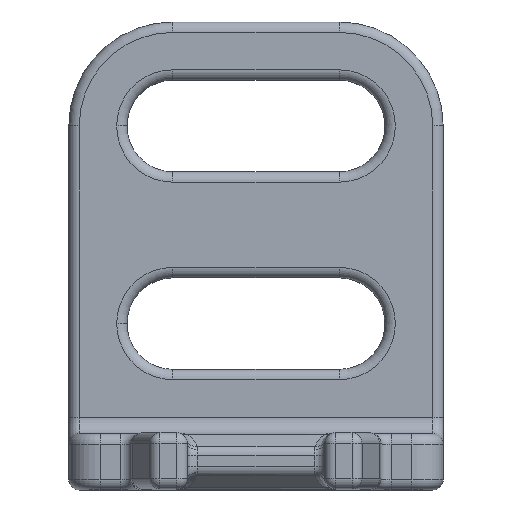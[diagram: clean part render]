
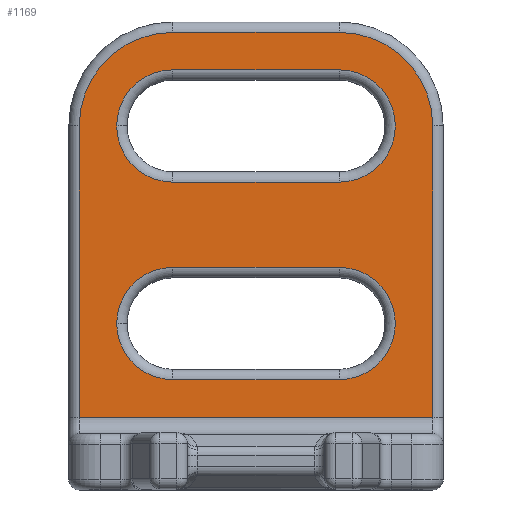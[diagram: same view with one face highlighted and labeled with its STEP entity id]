
A CAD part, top view. The second image highlights one B-rep face of the part: STEP entity #1169.
In plain terms, the highlighted planar face has unit normal (0, 0, 1).
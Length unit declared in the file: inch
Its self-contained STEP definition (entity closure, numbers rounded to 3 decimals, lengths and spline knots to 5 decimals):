
#69 = EDGE_CURVE ( 'NONE', #868, #4177, #1049, .T. ) ;
#74 = EDGE_CURVE ( 'NONE', #1747, #4792, #3018, .T. ) ;
#77 = AXIS2_PLACEMENT_3D ( 'NONE', #2257, #2248, #2241 ) ;
#82 = AXIS2_PLACEMENT_3D ( 'NONE', #744, #1190, #2391 ) ;
#261 = EDGE_CURVE ( 'NONE', #4792, #3549, #1106, .T. ) ;
#270 = DIRECTION ( 'NONE',  ( 0., 0., -1. ) ) ;
#293 = EDGE_CURVE ( 'NONE', #3253, #4935, #4847, .T. ) ;
#322 = CARTESIAN_POINT ( 'NONE',  ( -0.26378, 0.31496, 0.11811 ) ) ;
#334 = AXIS2_PLACEMENT_3D ( 'NONE', #2634, #2632, #2624 ) ;
#336 = EDGE_CURVE ( 'NONE', #3549, #868, #4720, .T. ) ;
#429 = CARTESIAN_POINT ( 'NONE',  ( 0.35433, 0.58268, 0.11811 ) ) ;
#668 = LINE ( 'NONE', #1236, #1536 ) ;
#701 = PLANE ( 'NONE',  #4011 ) ;
#734 = LINE ( 'NONE', #429, #2637 ) ;
#735 = CARTESIAN_POINT ( 'NONE',  ( -0.15748, 0.42126, 0.11811 ) ) ;
#744 = CARTESIAN_POINT ( 'NONE',  ( 0.15748, 0.31496, 0.11811 ) ) ;
#830 = VECTOR ( 'NONE', #1564, 39.37008 ) ;
#848 = CIRCLE ( 'NONE', #82, 0.1063 ) ;
#858 = DIRECTION ( 'NONE',  ( -1., 0., 0. ) ) ;
#860 = DIRECTION ( 'NONE',  ( 0., 0., -1. ) ) ;
#868 = VERTEX_POINT ( 'NONE', #735 ) ;
#869 = CARTESIAN_POINT ( 'NONE',  ( 0.15748, 0.68898, 0.11811 ) ) ;
#1032 = DIRECTION ( 'NONE',  ( 0., 1., 0. ) ) ;
#1049 = LINE ( 'NONE', #3388, #5153 ) ;
#1079 = CARTESIAN_POINT ( 'NONE',  ( -0.15748, 0.58268, 0.11811 ) ) ;
#1106 = CIRCLE ( 'NONE', #77, 0.1063 ) ;
#1115 = EDGE_CURVE ( 'NONE', #1887, #2136, #4660, .T. ) ;
#1169 = ADVANCED_FACE ( 'NONE', ( #3492, #2324, #1321 ), #701, .F. ) ;
#1176 = CARTESIAN_POINT ( 'NONE',  ( -0.15748, 0.20866, 0.11811 ) ) ;
#1190 = DIRECTION ( 'NONE',  ( 0., 0., -1. ) ) ;
#1231 = DIRECTION ( 'NONE',  ( 0., -1., 0. ) ) ;
#1234 = CIRCLE ( 'NONE', #4179, 0.1063 ) ;
#1236 = CARTESIAN_POINT ( 'NONE',  ( -0.33465, 0.88583, 0.11811 ) ) ;
#1299 = EDGE_CURVE ( 'NONE', #4177, #1747, #848, .T. ) ;
#1321 = FACE_OUTER_BOUND ( 'NONE', #2148, .T. ) ;
#1329 = EDGE_CURVE ( 'NONE', #1500, #3253, #734, .T. ) ;
#1358 = VECTOR ( 'NONE', #1032, 39.37008 ) ;
#1403 = CARTESIAN_POINT ( 'NONE',  ( 0.35433, 0.88583, 0.11811 ) ) ;
#1408 = ORIENTED_EDGE ( 'NONE', *, *, #261, .T. ) ;
#1442 = DIRECTION ( 'NONE',  ( -1., 0., 0. ) ) ;
#1448 = DIRECTION ( 'NONE',  ( 0., 0., 1. ) ) ;
#1455 = CARTESIAN_POINT ( 'NONE',  ( -0.15748, 0.68898, 0.11811 ) ) ;
#1470 = ORIENTED_EDGE ( 'NONE', *, *, #3005, .T. ) ;
#1500 = VERTEX_POINT ( 'NONE', #4747 ) ;
#1536 = VECTOR ( 'NONE', #1231, 39.37008 ) ;
#1564 = DIRECTION ( 'NONE',  ( -1., 0., 0. ) ) ;
#1585 = CARTESIAN_POINT ( 'NONE',  ( 0.15748, 0.79528, 0.11811 ) ) ;
#1644 = CARTESIAN_POINT ( 'NONE',  ( 0.35433, 0.86614, 0.11811 ) ) ;
#1675 = ORIENTED_EDGE ( 'NONE', *, *, #2284, .T. ) ;
#1705 = EDGE_CURVE ( 'NONE', #2798, #2259, #3345, .T. ) ;
#1747 = VERTEX_POINT ( 'NONE', #3850 ) ;
#1793 = CARTESIAN_POINT ( 'NONE',  ( -0.15748, 0.86614, 0.11811 ) ) ;
#1836 = CARTESIAN_POINT ( 'NONE',  ( -0.33465, 0.68898, 0.11811 ) ) ;
#1887 = VERTEX_POINT ( 'NONE', #3409 ) ;
#1934 = VECTOR ( 'NONE', #3069, 39.37008 ) ;
#1958 = DIRECTION ( 'NONE',  ( -1., 0., 0. ) ) ;
#1962 = DIRECTION ( 'NONE',  ( 0., 0., -1. ) ) ;
#1970 = CARTESIAN_POINT ( 'NONE',  ( -0.15748, 0.31496, 0.11811 ) ) ;
#1975 = CARTESIAN_POINT ( 'NONE',  ( 0.15748, 0.42126, 0.11811 ) ) ;
#2031 = ORIENTED_EDGE ( 'NONE', *, *, #1329, .T. ) ;
#2084 = CARTESIAN_POINT ( 'NONE',  ( -0.33465, 0.1378, 0.11811 ) ) ;
#2093 = VERTEX_POINT ( 'NONE', #1793 ) ;
#2104 = EDGE_LOOP ( 'NONE', ( #2031, #4486, #4122, #4276, #2845 ) ) ;
#2116 = DIRECTION ( 'NONE',  ( -1., 0., 0. ) ) ;
#2121 = DIRECTION ( 'NONE',  ( 0., 0., -1. ) ) ;
#2123 = EDGE_CURVE ( 'NONE', #2394, #2093, #2882, .T. ) ;
#2133 = CARTESIAN_POINT ( 'NONE',  ( -0.15748, 0.68898, 0.11811 ) ) ;
#2136 = VERTEX_POINT ( 'NONE', #1585 ) ;
#2148 = EDGE_LOOP ( 'NONE', ( #2979, #1675, #4686, #4032, #1470, #2572 ) ) ;
#2187 = VECTOR ( 'NONE', #3887, 39.37008 ) ;
#2241 = DIRECTION ( 'NONE',  ( -1., 0., 0. ) ) ;
#2248 = DIRECTION ( 'NONE',  ( 0., 0., -1. ) ) ;
#2257 = CARTESIAN_POINT ( 'NONE',  ( -0.15748, 0.31496, 0.11811 ) ) ;
#2259 = VERTEX_POINT ( 'NONE', #3181 ) ;
#2284 = EDGE_CURVE ( 'NONE', #2259, #3879, #2366, .T. ) ;
#2299 = EDGE_CURVE ( 'NONE', #2136, #1500, #1234, .T. ) ;
#2324 = FACE_BOUND ( 'NONE', #2104, .T. ) ;
#2359 = DIRECTION ( 'NONE',  ( -1., 0., 0. ) ) ;
#2366 = LINE ( 'NONE', #2910, #1358 ) ;
#2391 = DIRECTION ( 'NONE',  ( -1., 0., 0. ) ) ;
#2394 = VERTEX_POINT ( 'NONE', #2735 ) ;
#2517 = EDGE_CURVE ( 'NONE', #3879, #2394, #2672, .T. ) ;
#2572 = ORIENTED_EDGE ( 'NONE', *, *, #3163, .T. ) ;
#2624 = DIRECTION ( 'NONE',  ( -1., 0., 0. ) ) ;
#2632 = DIRECTION ( 'NONE',  ( 0., 0., 1. ) ) ;
#2634 = CARTESIAN_POINT ( 'NONE',  ( 0.15748, 0.68898, 0.11811 ) ) ;
#2637 = VECTOR ( 'NONE', #4558, 39.37008 ) ;
#2672 = CIRCLE ( 'NONE', #334, 0.17717 ) ;
#2700 = DIRECTION ( 'NONE',  ( 1., 0., 0. ) ) ;
#2735 = CARTESIAN_POINT ( 'NONE',  ( 0.15748, 0.86614, 0.11811 ) ) ;
#2798 = VERTEX_POINT ( 'NONE', #2084 ) ;
#2818 = AXIS2_PLACEMENT_3D ( 'NONE', #2133, #2121, #2116 ) ;
#2824 = CARTESIAN_POINT ( 'NONE',  ( -0.26378, 0.68898, 0.11811 ) ) ;
#2825 = ORIENTED_EDGE ( 'NONE', *, *, #69, .T. ) ;
#2845 = ORIENTED_EDGE ( 'NONE', *, *, #2299, .T. ) ;
#2882 = LINE ( 'NONE', #1644, #830 ) ;
#2910 = CARTESIAN_POINT ( 'NONE',  ( 0.33465, 0.88583, 0.11811 ) ) ;
#2914 = ORIENTED_EDGE ( 'NONE', *, *, #74, .T. ) ;
#2979 = ORIENTED_EDGE ( 'NONE', *, *, #1705, .T. ) ;
#3005 = EDGE_CURVE ( 'NONE', #2093, #4644, #4324, .T. ) ;
#3018 = LINE ( 'NONE', #3093, #1934 ) ;
#3053 = EDGE_LOOP ( 'NONE', ( #2914, #1408, #4045, #2825, #4499 ) ) ;
#3069 = DIRECTION ( 'NONE',  ( -1., 0., 0. ) ) ;
#3093 = CARTESIAN_POINT ( 'NONE',  ( 0.35433, 0.20866, 0.11811 ) ) ;
#3163 = EDGE_CURVE ( 'NONE', #4644, #2798, #668, .T. ) ;
#3169 = CARTESIAN_POINT ( 'NONE',  ( 0.35433, 0.79528, 0.11811 ) ) ;
#3181 = CARTESIAN_POINT ( 'NONE',  ( 0.33465, 0.1378, 0.11811 ) ) ;
#3253 = VERTEX_POINT ( 'NONE', #1079 ) ;
#3257 = DIRECTION ( 'NONE',  ( 1., 0., 0. ) ) ;
#3325 = DIRECTION ( 'NONE',  ( -1., 0., 0. ) ) ;
#3345 = LINE ( 'NONE', #3891, #2187 ) ;
#3346 = DIRECTION ( 'NONE',  ( 0., 0., -1. ) ) ;
#3369 = CARTESIAN_POINT ( 'NONE',  ( -0.15748, 0.68898, 0.11811 ) ) ;
#3388 = CARTESIAN_POINT ( 'NONE',  ( 0.35433, 0.42126, 0.11811 ) ) ;
#3409 = CARTESIAN_POINT ( 'NONE',  ( -0.15748, 0.79528, 0.11811 ) ) ;
#3492 = FACE_BOUND ( 'NONE', #3053, .T. ) ;
#3549 = VERTEX_POINT ( 'NONE', #322 ) ;
#3687 = EDGE_CURVE ( 'NONE', #4935, #1887, #5003, .T. ) ;
#3807 = AXIS2_PLACEMENT_3D ( 'NONE', #1970, #1962, #1958 ) ;
#3850 = CARTESIAN_POINT ( 'NONE',  ( 0.15748, 0.20866, 0.11811 ) ) ;
#3879 = VERTEX_POINT ( 'NONE', #5100 ) ;
#3887 = DIRECTION ( 'NONE',  ( 1., 0., 0. ) ) ;
#3891 = CARTESIAN_POINT ( 'NONE',  ( 0.33465, 0.1378, 0.11811 ) ) ;
#4011 = AXIS2_PLACEMENT_3D ( 'NONE', #1403, #270, #2359 ) ;
#4032 = ORIENTED_EDGE ( 'NONE', *, *, #2123, .T. ) ;
#4045 = ORIENTED_EDGE ( 'NONE', *, *, #336, .T. ) ;
#4122 = ORIENTED_EDGE ( 'NONE', *, *, #3687, .T. ) ;
#4177 = VERTEX_POINT ( 'NONE', #1975 ) ;
#4179 = AXIS2_PLACEMENT_3D ( 'NONE', #869, #860, #858 ) ;
#4227 = AXIS2_PLACEMENT_3D ( 'NONE', #1455, #1448, #1442 ) ;
#4276 = ORIENTED_EDGE ( 'NONE', *, *, #1115, .T. ) ;
#4324 = CIRCLE ( 'NONE', #4227, 0.17717 ) ;
#4486 = ORIENTED_EDGE ( 'NONE', *, *, #293, .T. ) ;
#4499 = ORIENTED_EDGE ( 'NONE', *, *, #1299, .T. ) ;
#4548 = VECTOR ( 'NONE', #2700, 39.37008 ) ;
#4558 = DIRECTION ( 'NONE',  ( -1., 0., 0. ) ) ;
#4644 = VERTEX_POINT ( 'NONE', #1836 ) ;
#4649 = AXIS2_PLACEMENT_3D ( 'NONE', #3369, #3346, #3325 ) ;
#4660 = LINE ( 'NONE', #3169, #4548 ) ;
#4686 = ORIENTED_EDGE ( 'NONE', *, *, #2517, .T. ) ;
#4720 = CIRCLE ( 'NONE', #3807, 0.1063 ) ;
#4747 = CARTESIAN_POINT ( 'NONE',  ( 0.15748, 0.58268, 0.11811 ) ) ;
#4792 = VERTEX_POINT ( 'NONE', #1176 ) ;
#4847 = CIRCLE ( 'NONE', #2818, 0.1063 ) ;
#4935 = VERTEX_POINT ( 'NONE', #2824 ) ;
#5003 = CIRCLE ( 'NONE', #4649, 0.1063 ) ;
#5100 = CARTESIAN_POINT ( 'NONE',  ( 0.33465, 0.68898, 0.11811 ) ) ;
#5153 = VECTOR ( 'NONE', #3257, 39.37008 ) ;
